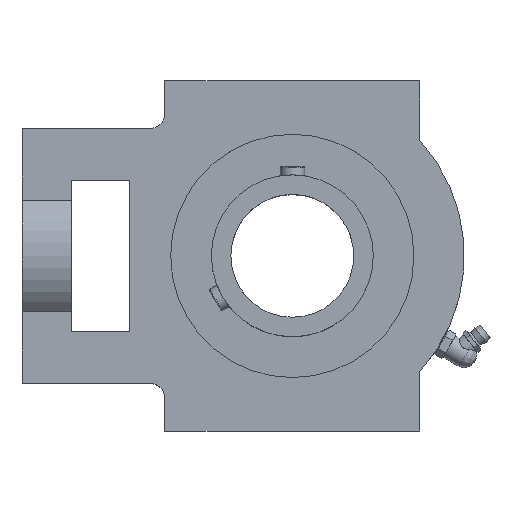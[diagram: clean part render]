
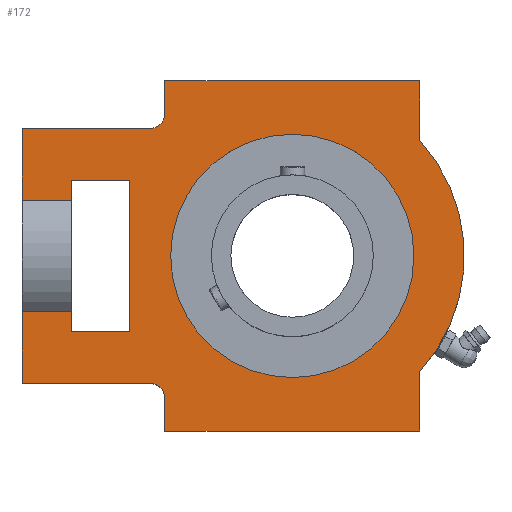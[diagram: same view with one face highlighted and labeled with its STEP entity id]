
A CAD part, top view. The second image highlights one B-rep face of the part: STEP entity #172.
In plain terms, the highlighted planar face has unit normal (0, 0, 1).
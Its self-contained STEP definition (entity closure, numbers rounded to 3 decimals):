
#172 = ADVANCED_FACE( '', ( #437, #438 ), #439, .T. );
#437 = FACE_BOUND( '', #830, .T. );
#438 = FACE_OUTER_BOUND( '', #831, .T. );
#439 = PLANE( '', #832 );
#830 = EDGE_LOOP( '', ( #1278 ) );
#831 = EDGE_LOOP( '', ( #1279, #1280, #1281, #1282, #1283, #1284, #1285, #1286, #1287, #1288, #1289, #1290, #1291, #1292, #1293, #1294, #1295, #1296, #1297, #1298 ) );
#832 = AXIS2_PLACEMENT_3D( '', #1299, #1300, #1301 );
#1278 = ORIENTED_EDGE( '', *, *, #2195, .F. );
#1279 = ORIENTED_EDGE( '', *, *, #2196, .T. );
#1280 = ORIENTED_EDGE( '', *, *, #2197, .T. );
#1281 = ORIENTED_EDGE( '', *, *, #2198, .F. );
#1282 = ORIENTED_EDGE( '', *, *, #2199, .F. );
#1283 = ORIENTED_EDGE( '', *, *, #2200, .F. );
#1284 = ORIENTED_EDGE( '', *, *, #2201, .F. );
#1285 = ORIENTED_EDGE( '', *, *, #2202, .F. );
#1286 = ORIENTED_EDGE( '', *, *, #2203, .T. );
#1287 = ORIENTED_EDGE( '', *, *, #2204, .T. );
#1288 = ORIENTED_EDGE( '', *, *, #2205, .T. );
#1289 = ORIENTED_EDGE( '', *, *, #2206, .F. );
#1290 = ORIENTED_EDGE( '', *, *, #2166, .T. );
#1291 = ORIENTED_EDGE( '', *, *, #2207, .T. );
#1292 = ORIENTED_EDGE( '', *, *, #2208, .T. );
#1293 = ORIENTED_EDGE( '', *, *, #2209, .T. );
#1294 = ORIENTED_EDGE( '', *, *, #2210, .T. );
#1295 = ORIENTED_EDGE( '', *, *, #2211, .T. );
#1296 = ORIENTED_EDGE( '', *, *, #2212, .T. );
#1297 = ORIENTED_EDGE( '', *, *, #2213, .F. );
#1298 = ORIENTED_EDGE( '', *, *, #2214, .T. );
#1299 = CARTESIAN_POINT( '', ( -46.3, -46.3, 16.5 ) );
#1300 = DIRECTION( '', ( 0., 0., 1. ) );
#1301 = DIRECTION( '', ( 1., 0., 0. ) );
#2166 = EDGE_CURVE( '', #2528, #2526, #2529, .T. );
#2195 = EDGE_CURVE( '', #2580, #2580, #2581, .T. );
#2196 = EDGE_CURVE( '', #2582, #2583, #2584, .T. );
#2197 = EDGE_CURVE( '', #2583, #2585, #2586, .F. );
#2198 = EDGE_CURVE( '', #2587, #2585, #2588, .T. );
#2199 = EDGE_CURVE( '', #2589, #2587, #2590, .T. );
#2200 = EDGE_CURVE( '', #2591, #2589, #2592, .T. );
#2201 = EDGE_CURVE( '', #2593, #2591, #2594, .T. );
#2202 = EDGE_CURVE( '', #2595, #2593, #2596, .T. );
#2203 = EDGE_CURVE( '', #2595, #2597, #2598, .T. );
#2204 = EDGE_CURVE( '', #2597, #2599, #2600, .T. );
#2205 = EDGE_CURVE( '', #2599, #2601, #2602, .T. );
#2206 = EDGE_CURVE( '', #2528, #2601, #2603, .T. );
#2207 = EDGE_CURVE( '', #2526, #2604, #2605, .T. );
#2208 = EDGE_CURVE( '', #2604, #2606, #2607, .T. );
#2209 = EDGE_CURVE( '', #2606, #2608, #2609, .T. );
#2210 = EDGE_CURVE( '', #2608, #2610, #2611, .T. );
#2211 = EDGE_CURVE( '', #2610, #2612, #2613, .T. );
#2212 = EDGE_CURVE( '', #2612, #2614, #2615, .T. );
#2213 = EDGE_CURVE( '', #2616, #2614, #2617, .T. );
#2214 = EDGE_CURVE( '', #2616, #2582, #2618, .T. );
#2526 = VERTEX_POINT( '', #3045 );
#2528 = VERTEX_POINT( '', #3048 );
#2529 = LINE( '', #3049, #3050 );
#2580 = VERTEX_POINT( '', #3146 );
#2581 = CIRCLE( '', #3147, 39.6 );
#2582 = VERTEX_POINT( '', #3148 );
#2583 = VERTEX_POINT( '', #3149 );
#2584 = LINE( '', #3150, #3151 );
#2585 = VERTEX_POINT( '', #3152 );
#2586 = LINE( '', #3153, #3154 );
#2587 = VERTEX_POINT( '', #3155 );
#2588 = LINE( '', #3156, #3157 );
#2589 = VERTEX_POINT( '', #3158 );
#2590 = LINE( '', #3159, #3160 );
#2591 = VERTEX_POINT( '', #3161 );
#2592 = LINE( '', #3162, #3163 );
#2593 = VERTEX_POINT( '', #3164 );
#2594 = LINE( '', #3165, #3166 );
#2595 = VERTEX_POINT( '', #3167 );
#2596 = LINE( '', #3168, #3169 );
#2597 = VERTEX_POINT( '', #3170 );
#2598 = LINE( '', #3171, #3172 );
#2599 = VERTEX_POINT( '', #3173 );
#2600 = LINE( '', #3174, #3175 );
#2601 = VERTEX_POINT( '', #3176 );
#2602 = LINE( '', #3177, #3178 );
#2603 = CIRCLE( '', #3179, 4.8 );
#2604 = VERTEX_POINT( '', #3180 );
#2605 = LINE( '', #3181, #3182 );
#2606 = VERTEX_POINT( '', #3183 );
#2607 = LINE( '', #3184, #3185 );
#2608 = VERTEX_POINT( '', #3186 );
#2609 = CIRCLE( '', #3187, 56. );
#2610 = VERTEX_POINT( '', #3188 );
#2611 = LINE( '', #3189, #3190 );
#2612 = VERTEX_POINT( '', #3191 );
#2613 = LINE( '', #3192, #3193 );
#2614 = VERTEX_POINT( '', #3194 );
#2615 = LINE( '', #3195, #3196 );
#2616 = VERTEX_POINT( '', #3197 );
#2617 = CIRCLE( '', #3198, 4.8 );
#2618 = LINE( '', #3199, #3200 );
#3045 = CARTESIAN_POINT( '', ( -41.5, -57., 16.5 ) );
#3048 = CARTESIAN_POINT( '', ( -41.5, -46.3, 16.5 ) );
#3049 = CARTESIAN_POINT( '', ( -41.5, -46.3, 16.5 ) );
#3050 = VECTOR( '', #4408, 1000. );
#3146 = CARTESIAN_POINT( '', ( 39.6, 0., 16.5 ) );
#3147 = AXIS2_PLACEMENT_3D( '', #4428, #4429, #4430 );
#3148 = CARTESIAN_POINT( '', ( -88., 41.5, 16.5 ) );
#3149 = CARTESIAN_POINT( '', ( -88., 18.111, 16.5 ) );
#3150 = CARTESIAN_POINT( '', ( -88., 41.5, 16.5 ) );
#3151 = VECTOR( '', #4431, 1000. );
#3152 = CARTESIAN_POINT( '', ( -72., 18.111, 16.5 ) );
#3153 = CARTESIAN_POINT( '', ( -72., 18.111, 16.5 ) );
#3154 = VECTOR( '', #4432, 1000. );
#3155 = CARTESIAN_POINT( '', ( -72., 24.5, 16.5 ) );
#3156 = CARTESIAN_POINT( '', ( -72., 24.5, 16.5 ) );
#3157 = VECTOR( '', #4433, 1000. );
#3158 = CARTESIAN_POINT( '', ( -53., 24.5, 16.5 ) );
#3159 = CARTESIAN_POINT( '', ( -53., 24.5, 16.5 ) );
#3160 = VECTOR( '', #4434, 1000. );
#3161 = CARTESIAN_POINT( '', ( -53., -24.5, 16.5 ) );
#3162 = CARTESIAN_POINT( '', ( -53., -24.5, 16.5 ) );
#3163 = VECTOR( '', #4435, 1000. );
#3164 = CARTESIAN_POINT( '', ( -72., -24.5, 16.5 ) );
#3165 = CARTESIAN_POINT( '', ( -72., -24.5, 16.5 ) );
#3166 = VECTOR( '', #4436, 1000. );
#3167 = CARTESIAN_POINT( '', ( -72., -18.111, 16.5 ) );
#3168 = CARTESIAN_POINT( '', ( -72., 24.5, 16.5 ) );
#3169 = VECTOR( '', #4437, 1000. );
#3170 = CARTESIAN_POINT( '', ( -88., -18.111, 16.5 ) );
#3171 = CARTESIAN_POINT( '', ( -72., -18.111, 16.5 ) );
#3172 = VECTOR( '', #4438, 1000. );
#3173 = CARTESIAN_POINT( '', ( -88., -41.5, 16.5 ) );
#3174 = CARTESIAN_POINT( '', ( -88., 41.5, 16.5 ) );
#3175 = VECTOR( '', #4439, 1000. );
#3176 = CARTESIAN_POINT( '', ( -46.3, -41.5, 16.5 ) );
#3177 = CARTESIAN_POINT( '', ( -88., -41.5, 16.5 ) );
#3178 = VECTOR( '', #4440, 1000. );
#3179 = AXIS2_PLACEMENT_3D( '', #4441, #4442, #4443 );
#3180 = CARTESIAN_POINT( '', ( 41.5, -57., 16.5 ) );
#3181 = CARTESIAN_POINT( '', ( -41.5, -57., 16.5 ) );
#3182 = VECTOR( '', #4444, 1000. );
#3183 = CARTESIAN_POINT( '', ( 41.5, -37.6, 16.5 ) );
#3184 = CARTESIAN_POINT( '', ( 41.5, -57., 16.5 ) );
#3185 = VECTOR( '', #4445, 1000. );
#3186 = CARTESIAN_POINT( '', ( 41.5, 37.6, 16.5 ) );
#3187 = AXIS2_PLACEMENT_3D( '', #4446, #4447, #4448 );
#3188 = CARTESIAN_POINT( '', ( 41.5, 57., 16.5 ) );
#3189 = CARTESIAN_POINT( '', ( 41.5, 37.6, 16.5 ) );
#3190 = VECTOR( '', #4449, 1000. );
#3191 = CARTESIAN_POINT( '', ( -41.5, 57., 16.5 ) );
#3192 = CARTESIAN_POINT( '', ( 41.5, 57., 16.5 ) );
#3193 = VECTOR( '', #4450, 1000. );
#3194 = CARTESIAN_POINT( '', ( -41.5, 46.3, 16.5 ) );
#3195 = CARTESIAN_POINT( '', ( -41.5, 57., 16.5 ) );
#3196 = VECTOR( '', #4451, 1000. );
#3197 = CARTESIAN_POINT( '', ( -46.3, 41.5, 16.5 ) );
#3198 = AXIS2_PLACEMENT_3D( '', #4452, #4453, #4454 );
#3199 = CARTESIAN_POINT( '', ( -46.3, 41.5, 16.5 ) );
#3200 = VECTOR( '', #4455, 1000. );
#4408 = DIRECTION( '', ( 0., -1., 0. ) );
#4428 = CARTESIAN_POINT( '', ( 0., 0., 16.5 ) );
#4429 = DIRECTION( '', ( 0., 0., 1. ) );
#4430 = DIRECTION( '', ( 1., 0., 0. ) );
#4431 = DIRECTION( '', ( 0., -1., 0. ) );
#4432 = DIRECTION( '', ( -1., 0., 0. ) );
#4433 = DIRECTION( '', ( 0., -1., 0. ) );
#4434 = DIRECTION( '', ( -1., 0., 0. ) );
#4435 = DIRECTION( '', ( 0., 1., 0. ) );
#4436 = DIRECTION( '', ( 1., 0., 0. ) );
#4437 = DIRECTION( '', ( 0., -1., 0. ) );
#4438 = DIRECTION( '', ( -1., 0., 0. ) );
#4439 = DIRECTION( '', ( 0., -1., 0. ) );
#4440 = DIRECTION( '', ( 1., 0., 0. ) );
#4441 = CARTESIAN_POINT( '', ( -46.3, -46.3, 16.5 ) );
#4442 = DIRECTION( '', ( 0., 0., 1. ) );
#4443 = DIRECTION( '', ( 1., 0., 0. ) );
#4444 = DIRECTION( '', ( 1., 0., 0. ) );
#4445 = DIRECTION( '', ( 0., 1., 0. ) );
#4446 = CARTESIAN_POINT( '', ( 0., 0., 16.5 ) );
#4447 = DIRECTION( '', ( 0., 0., 1. ) );
#4448 = DIRECTION( '', ( 1., 0., 0. ) );
#4449 = DIRECTION( '', ( 0., 1., 0. ) );
#4450 = DIRECTION( '', ( -1., 0., 0. ) );
#4451 = DIRECTION( '', ( 0., -1., 0. ) );
#4452 = CARTESIAN_POINT( '', ( -46.3, 46.3, 16.5 ) );
#4453 = DIRECTION( '', ( 0., 0., 1. ) );
#4454 = DIRECTION( '', ( 1., 0., 0. ) );
#4455 = DIRECTION( '', ( -1., 0., 0. ) );
